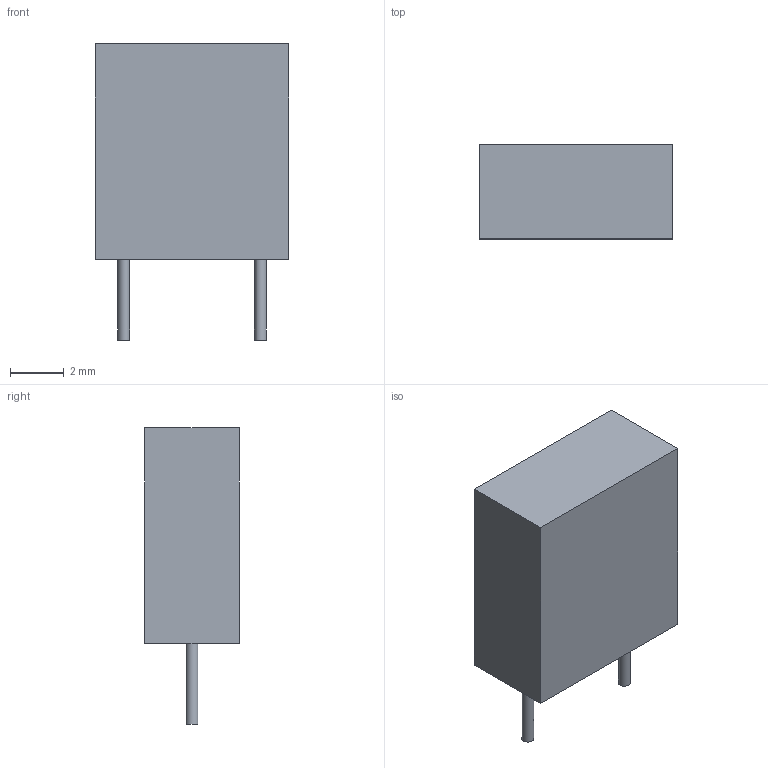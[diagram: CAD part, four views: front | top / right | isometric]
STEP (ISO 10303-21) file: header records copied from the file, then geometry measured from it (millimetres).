
FILE_DESCRIPTION(('FreeCAD Model'),'2;1');
FILE_NAME('Open CASCADE Shape Model','2024-03-04T15:06:09',('Remi Peuchot'),(''),'Open CASCADE STEP processor 7.5','FreeCAD','Unknown');
FILE_SCHEMA(('AUTOMOTIVE_DESIGN { 1 0 10303 214 1 1 1 1 }'));
Length unit declared in the file: millimetre
Products named in the file (4): LinkGroup; cube; LinearExtrude; LinearExtrude001
Assembly tree (3 placements, depth 2):
  LinkGroup
    cube
    LinearExtrude
    LinearExtrude001
Bounding box: 7.2 x 3.5 x 11 mm (x, y, z)
Volume: 202.5 mm3; surface area: 230.5 mm2
Topology: 3 solids, 3 shells, 12 faces, 18 edges, 12 vertices
Faces by surface type: plane 10, cylinder 2
Full cylindrical faces by diameter (mm): 0.44 x2
Entity records: 209 total; most frequent: ORIENTED_EDGE 23, CARTESIAN_POINT 16, EDGE_CURVE 15, AXIS2_PLACEMENT_3D 13, LINE 13, VERTEX_POINT 10, ADVANCED_FACE 9, FACE_BOUND 9
